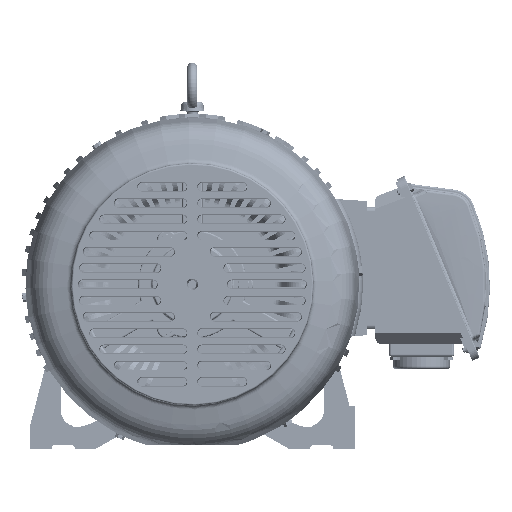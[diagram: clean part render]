
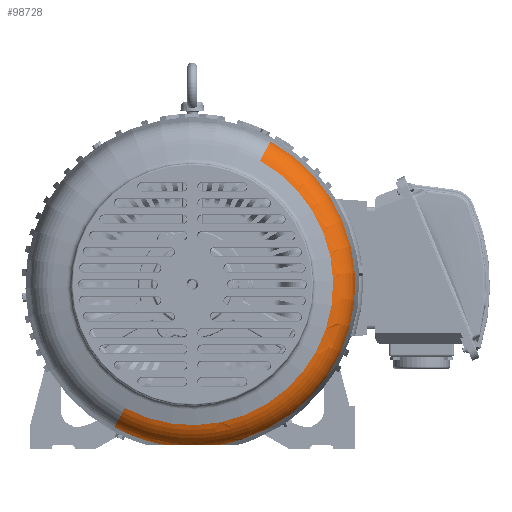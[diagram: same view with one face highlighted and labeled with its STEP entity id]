
A CAD part, front view. The second image highlights one B-rep face of the part: STEP entity #98728.
In plain terms, the highlighted toroidal (fillet/blend) face has major radius 163.789 mm and minor radius 37 mm.
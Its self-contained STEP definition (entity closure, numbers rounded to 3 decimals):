
#96836=CARTESIAN_POINT('Vertex',(-83.116,-363.471,-152.142)) ;
#96838=CARTESIAN_POINT('Vertex',(83.116,-363.471,152.142)) ;
#96858=CARTESIAN_POINT('Axis2P3D Location',(0.,-363.471,0.)) ;
#96901=CARTESIAN_POINT('Axis2P3D Location',(0.,-327.732,0.)) ;
#96910=CARTESIAN_POINT('Vertex',(-96.093,-332.852,-175.897)) ;
#96912=CARTESIAN_POINT('Vertex',(96.093,-332.852,175.897)) ;
#96915=CARTESIAN_POINT('Axis2P3D Location',(-78.525,-327.732,-143.738)) ;
#96920=CARTESIAN_POINT('Axis2P3D Location',(78.525,-327.732,143.738)) ;
#98550=CARTESIAN_POINT('Vertex',(-31.136,-332.852,-198.)) ;
#98589=CARTESIAN_POINT('Vertex',(31.136,-332.852,-198.)) ;
#98593=CARTESIAN_POINT('Control Point',(31.136,-332.852,-198.)) ;
#98594=CARTESIAN_POINT('Control Point',(30.257,-333.83,-198.)) ;
#98595=CARTESIAN_POINT('Control Point',(29.232,-334.698,-198.)) ;
#98596=CARTESIAN_POINT('Control Point',(28.122,-335.468,-198.)) ;
#98597=CARTESIAN_POINT('Control Point',(25.292,-337.139,-198.)) ;
#98598=CARTESIAN_POINT('Control Point',(22.212,-338.397,-198.)) ;
#98599=CARTESIAN_POINT('Control Point',(20.359,-339.025,-198.)) ;
#98600=CARTESIAN_POINT('Control Point',(15.98,-340.267,-198.)) ;
#98601=CARTESIAN_POINT('Control Point',(11.478,-341.064,-198.)) ;
#98602=CARTESIAN_POINT('Control Point',(8.902,-341.397,-198.)) ;
#98603=CARTESIAN_POINT('Control Point',(3.204,-341.89,-198.)) ;
#98604=CARTESIAN_POINT('Control Point',(-2.52,-341.874,-198.)) ;
#98605=CARTESIAN_POINT('Control Point',(-5.632,-341.721,-198.)) ;
#98606=CARTESIAN_POINT('Control Point',(-10.839,-341.212,-198.)) ;
#98607=CARTESIAN_POINT('Control Point',(-15.956,-340.21,-198.)) ;
#98608=CARTESIAN_POINT('Control Point',(-17.997,-339.718,-198.)) ;
#98609=CARTESIAN_POINT('Control Point',(-21.542,-338.676,-198.)) ;
#98610=CARTESIAN_POINT('Control Point',(-24.919,-337.246,-198.)) ;
#98611=CARTESIAN_POINT('Control Point',(-26.332,-336.547,-198.)) ;
#98612=CARTESIAN_POINT('Control Point',(-28.21,-335.44,-198.)) ;
#98613=CARTESIAN_POINT('Control Point',(-29.879,-334.095,-198.)) ;
#98614=CARTESIAN_POINT('Control Point',(-30.323,-333.702,-198.)) ;
#98615=CARTESIAN_POINT('Control Point',(-30.744,-333.288,-198.)) ;
#98616=CARTESIAN_POINT('Control Point',(-31.136,-332.852,-198.)) ;
#98664=CARTESIAN_POINT('Axis2P3D Location',(0.,-332.852,0.)) ;
#98668=CARTESIAN_POINT('Vertex',(-60.766,-332.852,-191.)) ;
#98671=CARTESIAN_POINT('Axis2P3D Location',(0.,-332.852,0.)) ;
#98692=CARTESIAN_POINT('Axis2P3D Location',(0.,-332.852,0.)) ;
#98696=CARTESIAN_POINT('Vertex',(60.766,-332.852,-191.)) ;
#98699=CARTESIAN_POINT('Axis2P3D Location',(0.,-332.852,0.)) ;
#96859=DIRECTION('Axis2P3D Direction',(0.,1.,0.)) ;
#96902=DIRECTION('Axis2P3D Direction',(0.,1.,0.)) ;
#96903=DIRECTION('Axis2P3D XDirection',(0.479,0.,0.878)) ;
#96916=DIRECTION('Axis2P3D Direction',(0.878,0.,-0.479)) ;
#96921=DIRECTION('Axis2P3D Direction',(-0.878,0.,0.479)) ;
#98665=DIRECTION('Axis2P3D Direction',(0.,1.,0.)) ;
#98672=DIRECTION('Axis2P3D Direction',(0.,1.,0.)) ;
#98693=DIRECTION('Axis2P3D Direction',(0.,1.,0.)) ;
#98700=DIRECTION('Axis2P3D Direction',(0.,1.,0.)) ;
#96860=AXIS2_PLACEMENT_3D('Circle Axis2P3D',#96858,#96859,$) ;
#96904=AXIS2_PLACEMENT_3D('Torus Axis2P3D',#96901,#96902,#96903) ;
#96917=AXIS2_PLACEMENT_3D('Circle Axis2P3D',#96915,#96916,$) ;
#96922=AXIS2_PLACEMENT_3D('Circle Axis2P3D',#96920,#96921,$) ;
#98666=AXIS2_PLACEMENT_3D('Circle Axis2P3D',#98664,#98665,$) ;
#98673=AXIS2_PLACEMENT_3D('Circle Axis2P3D',#98671,#98672,$) ;
#98694=AXIS2_PLACEMENT_3D('Circle Axis2P3D',#98692,#98693,$) ;
#98701=AXIS2_PLACEMENT_3D('Circle Axis2P3D',#98699,#98700,$) ;
#98719=ORIENTED_EDGE('',*,*,#98698,.F.) ;
#98720=ORIENTED_EDGE('',*,*,#96924,.T.) ;
#98721=ORIENTED_EDGE('',*,*,#96862,.T.) ;
#98722=ORIENTED_EDGE('',*,*,#96919,.F.) ;
#98723=ORIENTED_EDGE('',*,*,#98670,.F.) ;
#98724=ORIENTED_EDGE('',*,*,#98675,.F.) ;
#98725=ORIENTED_EDGE('',*,*,#98617,.F.) ;
#98726=ORIENTED_EDGE('',*,*,#98703,.F.) ;
#98728=ADVANCED_FACE('31407C383.1',(#98727),#96905,.T.) ;
#98592=B_SPLINE_CURVE_WITH_KNOTS('',5,(#98593,#98594,#98595,#98596,#98597,#98598,#98599,#98600,#98601,#98602,#98603,#98604,#98605,#98606,#98607,#98608,#98609,#98610,#98611,#98612,#98613,#98614,#98615,#98616),.UNSPECIFIED.,.F.,.U.,(6,3,3,3,3,3,3,6),(0.,8.955,21.762,38.638,58.858,72.544,82.93,86.922),.UNSPECIFIED.) ;
#96861=CIRCLE('generated circle',#96860,173.365) ;
#96918=CIRCLE('generated circle',#96917,37.) ;
#96923=CIRCLE('generated circle',#96922,37.) ;
#98667=CIRCLE('generated circle',#98666,200.433) ;
#98674=CIRCLE('generated circle',#98673,200.433) ;
#98695=CIRCLE('generated circle',#98694,200.433) ;
#98702=CIRCLE('generated circle',#98701,200.433) ;
#96905=TOROIDAL_SURFACE('homeo Torus',#96904,163.789,37.) ;
#96862=EDGE_CURVE('',#96839,#96837,#96861,.T.) ;
#96919=EDGE_CURVE('',#96911,#96837,#96918,.F.) ;
#96924=EDGE_CURVE('',#96913,#96839,#96923,.F.) ;
#98617=EDGE_CURVE('',#98590,#98551,#98592,.T.) ;
#98670=EDGE_CURVE('',#98669,#96911,#98667,.T.) ;
#98675=EDGE_CURVE('',#98551,#98669,#98674,.T.) ;
#98698=EDGE_CURVE('',#96913,#98697,#98695,.T.) ;
#98703=EDGE_CURVE('',#98697,#98590,#98702,.T.) ;
#98718=EDGE_LOOP('',(#98719,#98720,#98721,#98722,#98723,#98724,#98725,#98726)) ;
#98727=FACE_OUTER_BOUND('',#98718,.T.) ;
#96837=VERTEX_POINT('',#96836) ;
#96839=VERTEX_POINT('',#96838) ;
#96911=VERTEX_POINT('',#96910) ;
#96913=VERTEX_POINT('',#96912) ;
#98551=VERTEX_POINT('',#98550) ;
#98590=VERTEX_POINT('',#98589) ;
#98669=VERTEX_POINT('',#98668) ;
#98697=VERTEX_POINT('',#98696) ;
